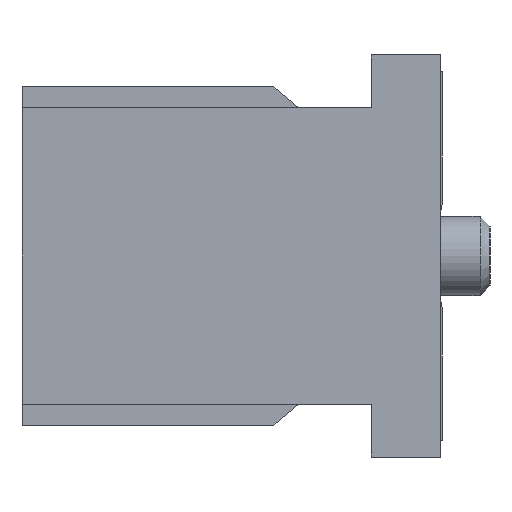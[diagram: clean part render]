
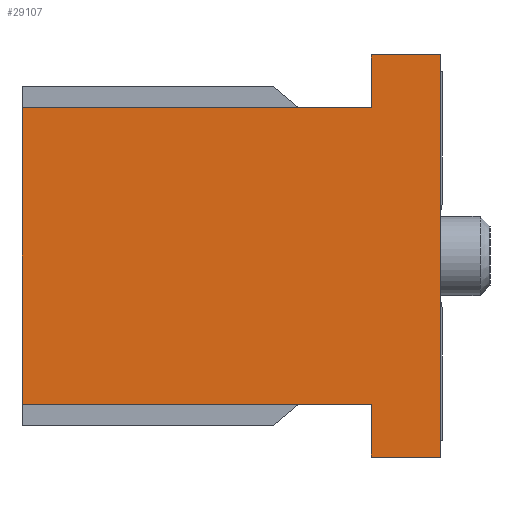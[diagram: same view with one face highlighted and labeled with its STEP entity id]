
A CAD part, left-side view. The second image highlights one B-rep face of the part: STEP entity #29107.
In plain terms, the highlighted planar face has unit normal (-1, 0, 0).
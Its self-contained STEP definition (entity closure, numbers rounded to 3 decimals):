
#7281=ORIENTED_EDGE('',*,*,#12899,.T.);
#7282=ORIENTED_EDGE('',*,*,#12071,.F.);
#7283=ORIENTED_EDGE('',*,*,#12900,.F.);
#7284=ORIENTED_EDGE('',*,*,#12901,.F.);
#7285=ORIENTED_EDGE('',*,*,#12894,.T.);
#7286=ORIENTED_EDGE('',*,*,#12077,.F.);
#7287=ORIENTED_EDGE('',*,*,#12902,.F.);
#7288=ORIENTED_EDGE('',*,*,#12123,.F.);
#12071=EDGE_CURVE('',#15443,#15444,#18759,.T.);
#12077=EDGE_CURVE('',#15449,#15450,#18765,.T.);
#12123=EDGE_CURVE('',#15486,#15487,#18811,.T.);
#12894=EDGE_CURVE('',#16004,#15450,#19571,.T.);
#12899=EDGE_CURVE('',#15486,#15444,#19576,.T.);
#12900=EDGE_CURVE('',#16006,#15443,#19577,.T.);
#12901=EDGE_CURVE('',#16004,#16006,#19578,.T.);
#12902=EDGE_CURVE('',#15487,#15449,#19579,.T.);
#15443=VERTEX_POINT('',#44782);
#15444=VERTEX_POINT('',#44783);
#15449=VERTEX_POINT('',#44794);
#15450=VERTEX_POINT('',#44796);
#15486=VERTEX_POINT('',#44889);
#15487=VERTEX_POINT('',#44891);
#16004=VERTEX_POINT('',#46298);
#16006=VERTEX_POINT('',#46308);
#18759=LINE('',#44781,#22637);
#18765=LINE('',#44795,#22643);
#18811=LINE('',#44890,#22689);
#19571=LINE('',#46297,#23449);
#19576=LINE('',#46306,#23454);
#19577=LINE('',#46307,#23455);
#19578=LINE('',#46309,#23456);
#19579=LINE('',#46310,#23457);
#22637=VECTOR('',#36650,1000.);
#22643=VECTOR('',#36658,1000.);
#22689=VECTOR('',#36728,1000.);
#23449=VECTOR('',#37748,1000.);
#23454=VECTOR('',#37757,1000.);
#23455=VECTOR('',#37758,1000.);
#23456=VECTOR('',#37759,1000.);
#23457=VECTOR('',#37760,1000.);
#25048=EDGE_LOOP('',(#7281,#7282,#7283,#7284,#7285,#7286,#7287,#7288));
#26454=FACE_BOUND('',#25048,.T.);
#27721=PLANE('',#31110);
#29107=ADVANCED_FACE('',(#26454),#27721,.T.);
#31110=AXIS2_PLACEMENT_3D('',#46305,#37755,#37756);
#36650=DIRECTION('',(0.,0.,1.));
#36658=DIRECTION('',(0.,0.,1.));
#36728=DIRECTION('',(0.,0.,-1.));
#37748=DIRECTION('',(0.,-1.,0.));
#37755=DIRECTION('',(-1.,0.,0.));
#37756=DIRECTION('',(0.,0.,1.));
#37757=DIRECTION('',(0.,1.,0.));
#37758=DIRECTION('',(0.,-1.,0.));
#37759=DIRECTION('',(0.,0.,1.));
#37760=DIRECTION('',(0.,1.,0.));
#44781=CARTESIAN_POINT('',(-17.95,1.05,2.25));
#44782=CARTESIAN_POINT('',(-17.95,1.05,2.25));
#44783=CARTESIAN_POINT('',(-17.95,1.05,3.05));
#44794=CARTESIAN_POINT('',(-17.95,1.05,-3.05));
#44795=CARTESIAN_POINT('',(-17.95,1.05,-3.05));
#44796=CARTESIAN_POINT('',(-17.95,1.05,-2.25));
#44889=CARTESIAN_POINT('',(-17.95,0.,3.05));
#44890=CARTESIAN_POINT('',(-17.95,0.,3.05));
#44891=CARTESIAN_POINT('',(-17.95,0.,-3.05));
#46297=CARTESIAN_POINT('',(-17.95,6.35,-2.25));
#46298=CARTESIAN_POINT('',(-17.95,6.35,-2.25));
#46305=CARTESIAN_POINT('',(-17.95,0.,2.25));
#46306=CARTESIAN_POINT('',(-17.95,0.,3.05));
#46307=CARTESIAN_POINT('',(-17.95,6.35,2.25));
#46308=CARTESIAN_POINT('',(-17.95,6.35,2.25));
#46309=CARTESIAN_POINT('',(-17.95,6.35,-2.25));
#46310=CARTESIAN_POINT('',(-17.95,0.,-3.05));
